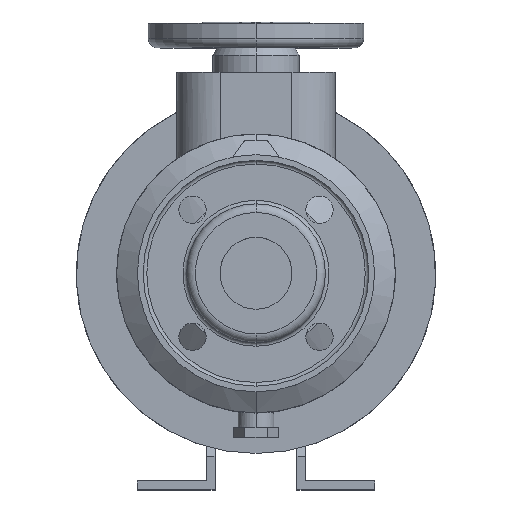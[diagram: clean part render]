
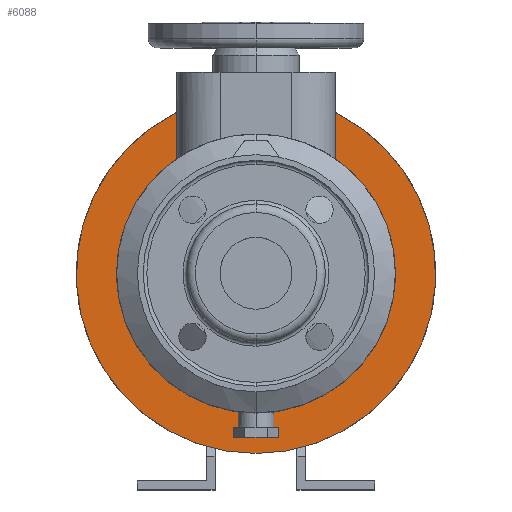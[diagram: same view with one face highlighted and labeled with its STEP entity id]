
A CAD part, top view. The second image highlights one B-rep face of the part: STEP entity #6088.
In plain terms, the highlighted planar face has unit normal (0, 0, 1).
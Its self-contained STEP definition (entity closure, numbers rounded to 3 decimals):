
#67 = VERTEX_POINT ( 'NONE', #6807 ) ;
#686 = DIRECTION ( 'NONE',  ( 0., 0., 1. ) ) ;
#821 = DIRECTION ( 'NONE',  ( 0., 0., 1. ) ) ;
#885 = CIRCLE ( 'NONE', #5175, 97. ) ;
#960 = CARTESIAN_POINT ( 'NONE',  ( 0., 0., -43. ) ) ;
#1179 = VERTEX_POINT ( 'NONE', #10867 ) ;
#1212 = AXIS2_PLACEMENT_3D ( 'NONE', #960, #686, #12049 ) ;
#1395 = CARTESIAN_POINT ( 'NONE',  ( 55., -125.002, -43. ) ) ;
#1761 = DIRECTION ( 'NONE',  ( 0., -1., 0. ) ) ;
#1806 = CIRCLE ( 'NONE', #7572, 97. ) ;
#2085 = CARTESIAN_POINT ( 'NONE',  ( -55., 112.25, -43. ) ) ;
#2152 = EDGE_CURVE ( 'NONE', #3987, #8257, #5678, .T. ) ;
#2195 = DIRECTION ( 'NONE',  ( 0., -1., 0. ) ) ;
#2666 = DIRECTION ( 'NONE',  ( 0., 0., 1. ) ) ;
#2717 = FACE_OUTER_BOUND ( 'NONE', #6540, .T. ) ;
#2739 = ORIENTED_EDGE ( 'NONE', *, *, #2152, .T. ) ;
#2763 = VECTOR ( 'NONE', #4286, 1000. ) ;
#3198 = CARTESIAN_POINT ( 'NONE',  ( 0., 0., -43. ) ) ;
#3520 = PLANE ( 'NONE',  #7202 ) ;
#3912 = EDGE_CURVE ( 'NONE', #11533, #11506, #4422, .T. ) ;
#3987 = VERTEX_POINT ( 'NONE', #11472 ) ;
#4286 = DIRECTION ( 'NONE',  ( 0., 1., 0. ) ) ;
#4422 = LINE ( 'NONE', #1395, #2763 ) ;
#4537 = EDGE_CURVE ( 'NONE', #8257, #67, #7695, .T. ) ;
#4593 = DIRECTION ( 'NONE',  ( 0., 0., -1. ) ) ;
#5008 = VECTOR ( 'NONE', #12796, 1000. ) ;
#5101 = EDGE_CURVE ( 'NONE', #67, #11506, #6990, .T. ) ;
#5175 = AXIS2_PLACEMENT_3D ( 'NONE', #3198, #11324, #2195 ) ;
#5626 = ORIENTED_EDGE ( 'NONE', *, *, #10030, .F. ) ;
#5678 = LINE ( 'NONE', #10734, #5008 ) ;
#6088 = ADVANCED_FACE ( 'NONE', ( #2717 ), #3520, .F. ) ;
#6184 = EDGE_CURVE ( 'NONE', #3987, #1179, #1806, .T. ) ;
#6540 = EDGE_LOOP ( 'NONE', ( #12319, #5626, #10732, #2739, #8129, #9036 ) ) ;
#6651 = DIRECTION ( 'NONE',  ( 0., 1., 0. ) ) ;
#6807 = CARTESIAN_POINT ( 'NONE',  ( 0., -125., -43. ) ) ;
#6990 = CIRCLE ( 'NONE', #1212, 125. ) ;
#7202 = AXIS2_PLACEMENT_3D ( 'NONE', #10784, #4593, #6651 ) ;
#7572 = AXIS2_PLACEMENT_3D ( 'NONE', #10124, #821, #1761 ) ;
#7695 = CIRCLE ( 'NONE', #8115, 125. ) ;
#8115 = AXIS2_PLACEMENT_3D ( 'NONE', #11793, #2666, #10790 ) ;
#8129 = ORIENTED_EDGE ( 'NONE', *, *, #4537, .T. ) ;
#8257 = VERTEX_POINT ( 'NONE', #2085 ) ;
#9036 = ORIENTED_EDGE ( 'NONE', *, *, #5101, .T. ) ;
#10030 = EDGE_CURVE ( 'NONE', #1179, #11533, #885, .T. ) ;
#10124 = CARTESIAN_POINT ( 'NONE',  ( 0., 0., -43. ) ) ;
#10433 = CARTESIAN_POINT ( 'NONE',  ( 55., 112.25, -43. ) ) ;
#10732 = ORIENTED_EDGE ( 'NONE', *, *, #6184, .F. ) ;
#10734 = CARTESIAN_POINT ( 'NONE',  ( -55., -125.002, -43. ) ) ;
#10784 = CARTESIAN_POINT ( 'NONE',  ( 0., 97., -43. ) ) ;
#10790 = DIRECTION ( 'NONE',  ( 0., -1., 0. ) ) ;
#10867 = CARTESIAN_POINT ( 'NONE',  ( 0., -97., -43. ) ) ;
#11324 = DIRECTION ( 'NONE',  ( 0., 0., 1. ) ) ;
#11472 = CARTESIAN_POINT ( 'NONE',  ( -55., 79.9, -43. ) ) ;
#11506 = VERTEX_POINT ( 'NONE', #10433 ) ;
#11533 = VERTEX_POINT ( 'NONE', #12251 ) ;
#11793 = CARTESIAN_POINT ( 'NONE',  ( 0., 0., -43. ) ) ;
#12049 = DIRECTION ( 'NONE',  ( 0., -1., 0. ) ) ;
#12251 = CARTESIAN_POINT ( 'NONE',  ( 55., 79.9, -43. ) ) ;
#12319 = ORIENTED_EDGE ( 'NONE', *, *, #3912, .F. ) ;
#12796 = DIRECTION ( 'NONE',  ( 0., 1., 0. ) ) ;
